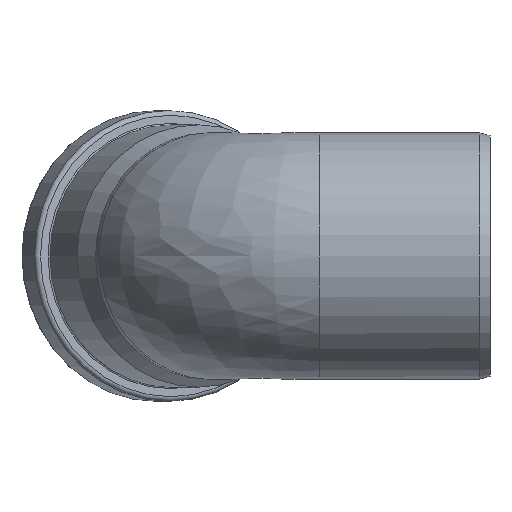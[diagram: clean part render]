
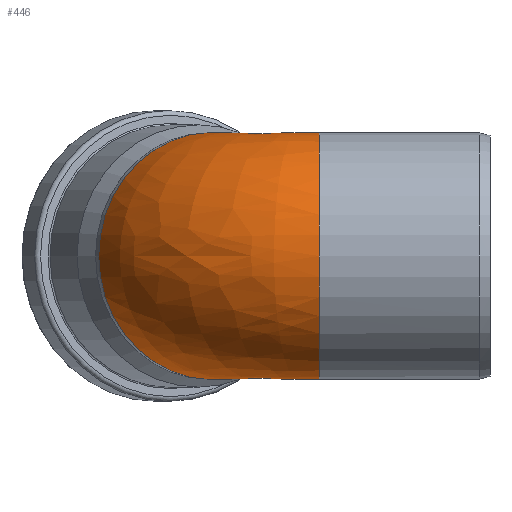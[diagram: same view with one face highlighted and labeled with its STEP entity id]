
A CAD part, left-side view. The second image highlights one B-rep face of the part: STEP entity #446.
In plain terms, the highlighted free-form (B-spline) face has degree [2, 2] with [9, 3] control points.
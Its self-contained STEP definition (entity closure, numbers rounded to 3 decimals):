
#47=(
BOUNDED_SURFACE()
B_SPLINE_SURFACE(2,2,((#807,#808,#809),(#810,#811,#812),(#813,#814,#815),
(#816,#817,#818),(#819,#820,#821),(#822,#823,#824),(#825,#826,#827),(#828,
#829,#830),(#831,#832,#833)),.UNSPECIFIED.,.F.,.F.,.F.)
B_SPLINE_SURFACE_WITH_KNOTS((3,2,2,2,3),(3,3),(-2.723,-1.362,
0.,1.362,2.723),(0.,1.178),
 .UNSPECIFIED.)
GEOMETRIC_REPRESENTATION_ITEM()
RATIONAL_B_SPLINE_SURFACE(((1.,0.831,1.),(0.777,
0.646,0.777),(1.,0.831,1.),(0.777,
0.646,0.777),(1.,0.831,1.),(0.777,
0.646,0.777),(1.,0.831,1.),(0.777,
0.646,0.777),(1.,0.831,1.)))
REPRESENTATION_ITEM('')
SURFACE()
);
#50=B_SPLINE_CURVE_WITH_KNOTS('',3,(#777,#778,#779,#780,#781,#782,#783,
#784,#785,#786,#787,#788,#789),.UNSPECIFIED.,.F.,.F.,(4,3,3,3,4),(-0.001,
0.068,0.122,0.136,0.214),
 .UNSPECIFIED.);
#51=B_SPLINE_CURVE_WITH_KNOTS('',3,(#793,#794,#795,#796,#797,#798,#799,
#800,#801,#802,#803,#804,#805),.UNSPECIFIED.,.F.,.F.,(4,3,3,3,4),(-0.001,
0.068,0.091,0.136,0.214),
 .UNSPECIFIED.);
#95=FACE_OUTER_BOUND('',#138,.T.);
#138=EDGE_LOOP('',(#352,#353,#354,#355));
#219=CIRCLE('',#493,80.05);
#220=CIRCLE('',#494,80.05);
#260=VERTEX_POINT('',#775);
#261=VERTEX_POINT('',#776);
#262=VERTEX_POINT('',#790);
#263=VERTEX_POINT('',#792);
#303=EDGE_CURVE('',#260,#261,#50,.T.);
#305=EDGE_CURVE('',#263,#262,#51,.T.);
#307=EDGE_CURVE('',#262,#260,#219,.T.);
#308=EDGE_CURVE('',#263,#261,#220,.T.);
#352=ORIENTED_EDGE('',*,*,#305,.T.);
#353=ORIENTED_EDGE('',*,*,#307,.T.);
#354=ORIENTED_EDGE('',*,*,#303,.T.);
#355=ORIENTED_EDGE('',*,*,#308,.F.);
#446=ADVANCED_FACE('',(#95),#47,.F.);
#493=AXIS2_PLACEMENT_3D('',#834,#583,#584);
#494=AXIS2_PLACEMENT_3D('',#835,#585,#586);
#583=DIRECTION('center_axis',(0.,1.,0.));
#584=DIRECTION('ref_axis',(1.,0.,0.));
#585=DIRECTION('center_axis',(0.924,0.383,0.));
#586=DIRECTION('ref_axis',(0.383,-0.924,0.));
#775=CARTESIAN_POINT('',(73.123,110.92,32.573));
#776=CARTESIAN_POINT('',(74.251,112.608,32.573));
#777=CARTESIAN_POINT('Ctrl Pts',(73.123,110.92,32.573));
#778=CARTESIAN_POINT('Ctrl Pts',(73.135,111.147,32.546));
#779=CARTESIAN_POINT('Ctrl Pts',(73.187,111.371,32.526));
#780=CARTESIAN_POINT('Ctrl Pts',(73.275,111.582,32.516));
#781=CARTESIAN_POINT('Ctrl Pts',(73.344,111.746,32.508));
#782=CARTESIAN_POINT('Ctrl Pts',(73.435,111.901,32.505));
#783=CARTESIAN_POINT('Ctrl Pts',(73.545,112.042,32.508));
#784=CARTESIAN_POINT('Ctrl Pts',(73.574,112.078,32.509));
#785=CARTESIAN_POINT('Ctrl Pts',(73.604,112.114,32.51));
#786=CARTESIAN_POINT('Ctrl Pts',(73.635,112.149,32.512));
#787=CARTESIAN_POINT('Ctrl Pts',(73.809,112.341,32.521));
#788=CARTESIAN_POINT('Ctrl Pts',(74.019,112.497,32.542));
#789=CARTESIAN_POINT('Ctrl Pts',(74.251,112.608,32.573));
#790=CARTESIAN_POINT('',(73.123,110.92,-32.573));
#792=CARTESIAN_POINT('',(74.251,112.608,-32.573));
#793=CARTESIAN_POINT('Ctrl Pts',(74.251,112.608,-32.573));
#794=CARTESIAN_POINT('Ctrl Pts',(74.046,112.51,-32.546));
#795=CARTESIAN_POINT('Ctrl Pts',(73.859,112.377,-32.526));
#796=CARTESIAN_POINT('Ctrl Pts',(73.697,112.214,-32.516));
#797=CARTESIAN_POINT('Ctrl Pts',(73.643,112.16,-32.512));
#798=CARTESIAN_POINT('Ctrl Pts',(73.592,112.102,-32.51));
#799=CARTESIAN_POINT('Ctrl Pts',(73.545,112.042,-32.508));
#800=CARTESIAN_POINT('Ctrl Pts',(73.454,111.925,-32.506));
#801=CARTESIAN_POINT('Ctrl Pts',(73.376,111.799,-32.507));
#802=CARTESIAN_POINT('Ctrl Pts',(73.312,111.664,-32.512));
#803=CARTESIAN_POINT('Ctrl Pts',(73.202,111.43,-32.521));
#804=CARTESIAN_POINT('Ctrl Pts',(73.137,111.177,-32.542));
#805=CARTESIAN_POINT('Ctrl Pts',(73.123,110.92,-32.573));
#807=CARTESIAN_POINT('Ctrl Pts',(73.154,110.92,32.504));
#808=CARTESIAN_POINT('Ctrl Pts',(73.154,112.12,32.504));
#809=CARTESIAN_POINT('Ctrl Pts',(74.263,112.579,32.504));
#810=CARTESIAN_POINT('Ctrl Pts',(46.823,110.92,91.766));
#811=CARTESIAN_POINT('Ctrl Pts',(46.823,129.714,91.766));
#812=CARTESIAN_POINT('Ctrl Pts',(64.186,136.906,91.766));
#813=CARTESIAN_POINT('Ctrl Pts',(-16.614,110.92,78.307));
#814=CARTESIAN_POINT('Ctrl Pts',(-16.614,172.101,78.307));
#815=CARTESIAN_POINT('Ctrl Pts',(39.91,195.514,78.307));
#816=CARTESIAN_POINT('Ctrl Pts',(-80.05,110.92,64.848));
#817=CARTESIAN_POINT('Ctrl Pts',(-80.05,214.488,64.848));
#818=CARTESIAN_POINT('Ctrl Pts',(15.634,254.121,64.848));
#819=CARTESIAN_POINT('Ctrl Pts',(-80.05,110.92,0.));
#820=CARTESIAN_POINT('Ctrl Pts',(-80.05,214.488,0.));
#821=CARTESIAN_POINT('Ctrl Pts',(15.634,254.121,0.));
#822=CARTESIAN_POINT('Ctrl Pts',(-80.05,110.92,-64.848));
#823=CARTESIAN_POINT('Ctrl Pts',(-80.05,214.488,-64.848));
#824=CARTESIAN_POINT('Ctrl Pts',(15.634,254.121,-64.848));
#825=CARTESIAN_POINT('Ctrl Pts',(-16.614,110.92,-78.307));
#826=CARTESIAN_POINT('Ctrl Pts',(-16.614,172.101,-78.307));
#827=CARTESIAN_POINT('Ctrl Pts',(39.91,195.514,-78.307));
#828=CARTESIAN_POINT('Ctrl Pts',(46.823,110.92,-91.766));
#829=CARTESIAN_POINT('Ctrl Pts',(46.823,129.714,-91.766));
#830=CARTESIAN_POINT('Ctrl Pts',(64.186,136.906,-91.766));
#831=CARTESIAN_POINT('Ctrl Pts',(73.154,110.92,-32.504));
#832=CARTESIAN_POINT('Ctrl Pts',(73.154,112.12,-32.504));
#833=CARTESIAN_POINT('Ctrl Pts',(74.263,112.579,-32.504));
#834=CARTESIAN_POINT('Origin',(0.,110.92,0.));
#835=CARTESIAN_POINT('Origin',(46.268,180.165,0.));
